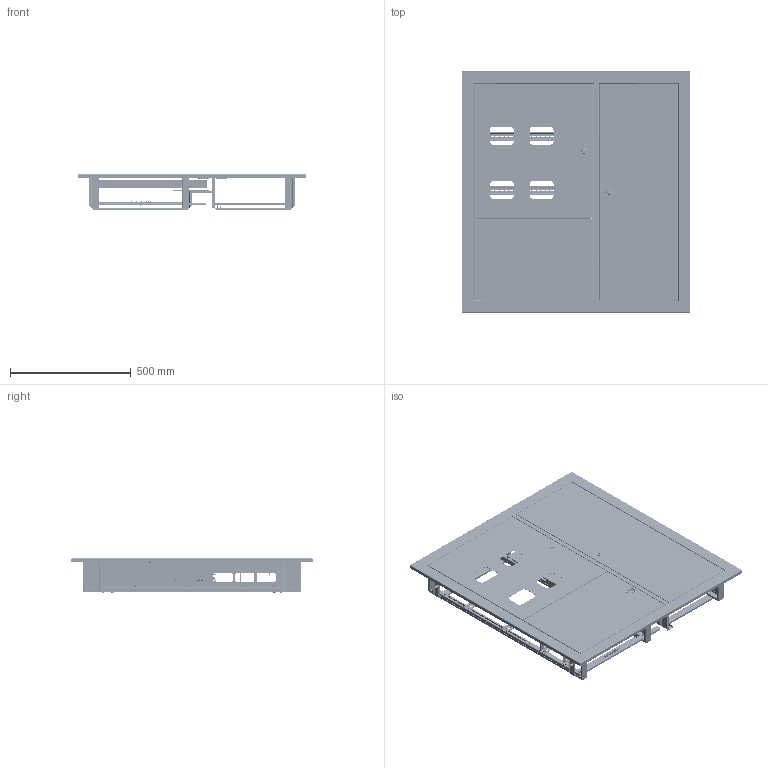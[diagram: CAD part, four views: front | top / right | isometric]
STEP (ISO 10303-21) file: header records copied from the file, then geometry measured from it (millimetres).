
FILE_DESCRIPTION (( 'STEP AP214' ), '1' );
FILE_NAME ('ÙÝ 4êâ. (1000õ950õ150) IP31 ñëàáîòî÷êà ñëåâà EKF PROxima.STEP', '2025-06-02T12:47:39', ( '' ), ( '' ), 'SwSTEP 2.0', 'SolidWorks 2021', '' );
FILE_SCHEMA (( 'AUTOMOTIVE_DESIGN' ));
Length unit declared in the file: millimetre
Products named in the file (52): Çàìîê ïî÷òîâûé; ÌÈ-2414.01.01.002 Øâåëëåð; Çàêëåïêà ãàå÷íàÿ Ì8; ÌÈ-2414.04.00.001 Äâåðü ñèëîâàÿ; ÌÈ-2414.04.00.000 Äâåðü ñèëîâàÿ ÑÁ_Œˆ-2479; ÌÈ-1904.07.00.000 Èçîëÿòîð êàðáîëèòîâûé 1 ñòóïåí÷àòûì  è 2õ ñòóïåí÷àòûì êðîíøòåéíàìè; Çàæèì äëÿ ïðîâîäíèêîâ ïèòàþùåé öåïè_1; Ãàå÷íàÿ çàêëåïêà Ì4; 230.V1 PF, Çàìîê-çàäâèæêà; 昈-2414.01.00.003-01 栺樇罻; pan head cross recess screw_din_DIN EN ISO 7045 - M6 x 20 - Z - 20N; ��-2479.03.00.000 ���� ��������� ��_0,3,4��. ��-2479.03.00.000 ���� ���⠦��� ��; Øïèëüêà Ì6õ12; ÙÝ 4êâ. (1000õ950õ150) IP31 ñëàáîòî÷êà ñëåâà EKF PROxima; ÌÈ-2479.01.00.002 Ñòåíêà áîêîâàÿ; ÌÈ-2479.07.00.001 Ôàëüøïàíåëü; Çàêëåïêà ãàå÷íàÿ Ì4; ﾌﾈ-2414.02.00.000 ﾄ粢 珮ⅳⅸ浯 ﾑﾁ; ÌÈ-2414.01.00.001 Ñòåíêà áîêîâàÿ; DIN-謥濋趌L=420 (!); ÌÈ-2414.01.00.008 Äåðæàòåëü äâåðè; ÌÈ-2414.01.00.006 Óñèëèòåëü êàáåëüíûé  ; pan head cross recess screw_din_DIN EN ISO 7045 - M4 x 16 - Z - 16N; pan head cross recess screw_din_ISO 7045 - M4 x 16 - Z --- 16N; 昈-2414.01.00.003 栺樇罻; 昈-2479.01.00.000 扻豵鵨 捘; ÌÈ-2414.00.00.002 Ïðîñòàâêà; ÌÈ-1904.06.00.001 Êðîíøòåéí ïðÿìîé; ﾌﾈ-2414.01.00.007 ﾊ煇鳫; ÌÈ-2414.05.00.001 Ðåéêà âåðòèêàëüíàÿ; pan head cross recess screw_din_ISO 7045 - M4 x 6 - Z --- 6N; ÌÈ-2414.05.00.003 Êðîíøòåéí ïîä äèí-ðåéêó; ÌÈ-2479.01.01.000 Ïåðåãîðîäêà ÑÁ_-01; pan head cross recess screw_din_ISO 7045 - M4 x 10 - Z --- 10N; 昈-2414.01.00.004 砑僔蠂縺; ÌÈ-2479.02.00.001 Äâåðü ó÷åòà; ÌÈ-1904.06.00.000 Èçîëÿòîð êàðáîëèòîâûé ñ ïðÿìûì è 1 ñòóïåí÷àòûì êðîíøòåéíîì; pan head cross recess screw_din_DIN EN ISO 7045 - M6 x 16 - Z - 16N; Çàêëåïêà ãàå÷íàÿ Ì6 UNI 9203; cross ph tapping 968_din_Screw DIN 968-ST4.2x13-C-H-N ...
Assembly tree (127 placements, depth 4):
  ÙÝ 4êâ. (1000õ950õ150) IP31 ñëàáîòî÷êà ñëåâà EKF PROxima
    昈-2479.01.00.000 扻豵鵨 捘
      ÌÈ-2479.01.00.002 Ñòåíêà áîêîâàÿ
      ÌÈ-2414.01.00.001 Ñòåíêà áîêîâàÿ
      昈-2414.01.00.003 栺樇罻
      ÌÈ-2479.01.01.000 Ïåðåãîðîäêà ÑÁ_-01
        昈-2479.01.01.001 盷謥蜦豂儆趌-01
        Êðîíøòåéí 40õ40  x3
        ÌÈ-2414.01.01.002 Øâåëëåð
      昈-2414.01.00.003-01 栺樇罻
      昈-2414.01.00.004 砑僔蠂縺  x4
      ÌÈ-2414.01.00.008 Äåðæàòåëü äâåðè
      ÌÈ-2414.01.00.006 Óñèëèòåëü êàáåëüíûé    x2
      Çàêëåïêà ãàå÷íàÿ Ì8  x4
      Øïèëüêà Ì6õ12  x3
      ﾌﾈ-2414.01.00.007 ﾊ煇鳫  x3
      Çàêëåïêà ãàå÷íàÿ Ì6 UNI 9203  x4
    ﾌﾈ-2414.02.00.000 ﾄ粢 珮ⅳⅸ浯 ﾑﾁ
      ﾌﾈ-2414.02.00.001 ﾄ粢 珮ⅳⅸ浯
      Çàêëåïêà ãàå÷íàÿ Ì4  x2
      Çàìîê ïî÷òîâûé
      Øïèëüêà Ì6õ12
    ÌÈ-2414.04.00.000 Äâåðü ñèëîâàÿ ÑÁ_Œˆ-2479
      Çàêëåïêà ãàå÷íàÿ Ì4  x2
      ÌÈ-2414.04.00.001 Äâåðü ñèëîâàÿ
      230.V1 PF, Çàìîê-çàäâèæêà
      Øïèëüêà Ì6õ12
    pan head cross recess screw_din_ISO 7045 - M4 x 16 - Z --- 16N  x5
    DIN-ðåéêà2_L=420 (!)  x2
    pan head cross recess screw_din_DIN EN ISO 7045 - M6 x 20 - Z - 20N  x6
    hex flange nut_din_Hexagon Flange Nut DIN 6923 - M6 - N  x7
    ÌÈ-2479.07.00.001 Ôàëüøïàíåëü
    ��-2479.03.00.000 ���� ��������� ��_0,3,4��. ��-2479.03.00.000 ���� ���⠦��� ��
      ÌÈ-2414.05.00.001 Ðåéêà âåðòèêàëüíàÿ  x2
      ÌÈ-2479.03.00.001 Ðåéêà ãîðèçîíòàëüíàÿ
      pan head cross recess screw_din_DIN EN ISO 7045 - M6 x 16 - Z - 16N  x10
      hex flange nut_din_Hexagon Flange Nut DIN 6923 - M6 - N  x10
      DIN-謥濋趌L=420 (!)  x4
      ÌÈ-2414.05.00.003 Êðîíøòåéí ïîä äèí-ðåéêó  x4
      ÌÈ-1904.06.00.000 Èçîëÿòîð êàðáîëèòîâûé ñ ïðÿìûì è 1 ñòóïåí÷àòûì êðîíøòåéíîì
        Çàæèì äëÿ ïðîâîäíèêîâ ïèòàþùåé öåïè_1
        ÌÈ-1904.06.00.001 Êðîíøòåéí ïðÿìîé
        ÌÈ-1904.07.00.001 Êðîíøòåéí îäíîñòóïåí÷àòûé
        Ãàå÷íàÿ çàêëåïêà Ì4  x2
        pan head cross recess screw_din_ISO 7045 - M4 x 10 - Z --- 10N  x2
      ÌÈ-1904.07.00.000 Èçîëÿòîð êàðáîëèòîâûé 1 ñòóïåí÷àòûì  è 2õ ñòóïåí÷àòûì êðîíøòåéíàìè
        Çàæèì äëÿ ïðîâîäíèêîâ ïèòàþùåé öåïè_1
        ÌÈ-1904.07.00.001 Êðîíøòåéí îäíîñòóïåí÷àòûé
        ÌÈ-1904.07.00.002 Êðîíøòåéí äâóõñòóïåí÷àòûé
        Ãàå÷íàÿ çàêëåïêà Ì4  x2
        pan head cross recess screw_din_DIN EN ISO 7045 - M4 x 16 - Z - 16N
        pan head cross recess screw_din_ISO 7045 - M4 x 6 - Z --- 6N
      Çàêëåïêà öèëèíäðè÷åñêàÿ Ì4 ÑÒ-Á ñ âíóòðåííåé ðåçüáîé_Œ8
      Øèíà N, PE 12 îòâ.
      pan head cross recess screw_din_DIN EN ISO 7045 - M4 x 16 - Z - 16N
    ﾊ瑩傔2 筧ｯ
    ÌÈ-2479.02.00.000 Äâåðü ó÷åòà ÑÁ
      ÌÈ-2479.02.00.001 Äâåðü ó÷åòà
      Çàìîê ïî÷òîâûé
      Çàêëåïêà ãàå÷íàÿ Ì4
Bounding box: 950 x 1000 x 153 mm (x, y, z)
Volume: 1941557.5 mm3; surface area: 4228308.4 mm2
Topology: 119 solids, 119 shells, 5293 faces, 12978 edges, 7973 vertices
Faces by surface type: plane 2655, cylinder 1610, cone 492, bspline 252, torus 230, sphere 54
Entity records: 79761 total; most frequent: CARTESIAN_POINT 20358, DIRECTION 11876, ORIENTED_EDGE 11700, EDGE_CURVE 5850, AXIS2_PLACEMENT_3D 4103, LINE 3670, VECTOR 3670, VERTEX_POINT 3625
